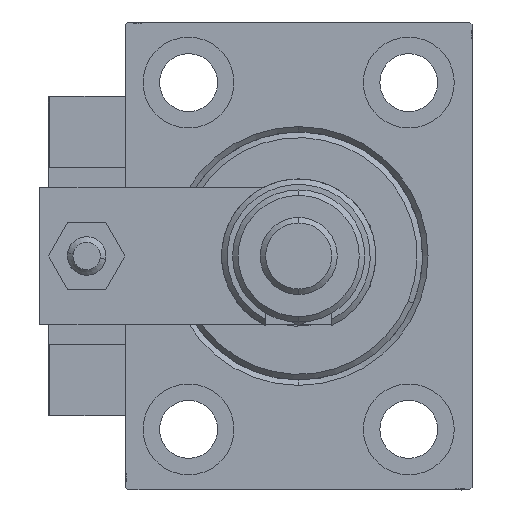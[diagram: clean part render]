
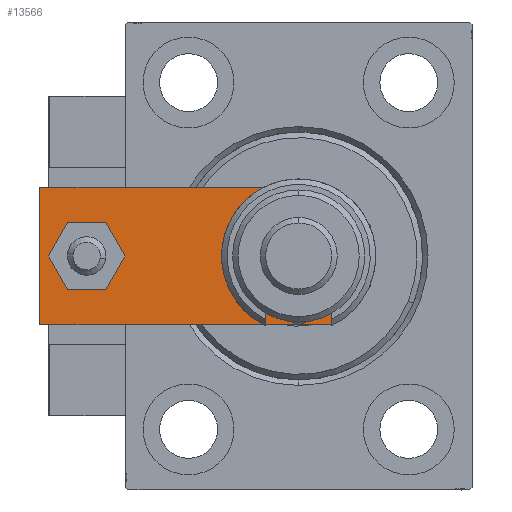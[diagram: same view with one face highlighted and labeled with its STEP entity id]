
A CAD part, left-side view. The second image highlights one B-rep face of the part: STEP entity #13566.
In plain terms, the highlighted face is planar.
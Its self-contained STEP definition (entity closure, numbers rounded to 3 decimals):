
#256 = DIRECTION ( 'NONE',  ( 0., 0., 1. ) ) ;
#780 = VECTOR ( 'NONE', #19615, 1000. ) ;
#1109 = EDGE_CURVE ( 'NONE', #45692, #2751, #51055, .T. ) ;
#1344 = LINE ( 'NONE', #21999, #39940 ) ;
#1717 = AXIS2_PLACEMENT_3D ( 'NONE', #29248, #50440, #13180 ) ;
#2013 = EDGE_CURVE ( 'NONE', #34494, #49510, #41381, .T. ) ;
#2751 = VERTEX_POINT ( 'NONE', #29784 ) ;
#3187 = CARTESIAN_POINT ( 'NONE',  ( 0., 13., 6. ) ) ;
#3543 = ORIENTED_EDGE ( 'NONE', *, *, #5228, .T. ) ;
#4149 = CARTESIAN_POINT ( 'NONE',  ( 8.25, 13., 6. ) ) ;
#4177 = ORIENTED_EDGE ( 'NONE', *, *, #2013, .T. ) ;
#4408 = CIRCLE ( 'NONE', #21730, 4. ) ;
#4453 = PLANE ( 'NONE',  #37525 ) ;
#5011 = ORIENTED_EDGE ( 'NONE', *, *, #40687, .F. ) ;
#5228 = EDGE_CURVE ( 'NONE', #15055, #34494, #1344, .T. ) ;
#5607 = DIRECTION ( 'NONE',  ( 1., 0., 0. ) ) ;
#6766 = AXIS2_PLACEMENT_3D ( 'NONE', #3187, #27669, #10825 ) ;
#7108 = EDGE_LOOP ( 'NONE', ( #52971, #15318, #39004, #3543, #4177, #26683 ) ) ;
#7255 = EDGE_CURVE ( 'NONE', #40372, #35390, #27790, .T. ) ;
#8763 = DIRECTION ( 'NONE',  ( 1., 0., 0. ) ) ;
#8791 = FACE_BOUND ( 'NONE', #14042, .T. ) ;
#9572 = EDGE_CURVE ( 'NONE', #2751, #45692, #51252, .T. ) ;
#10790 = CARTESIAN_POINT ( 'NONE',  ( 12.5, 7., 6. ) ) ;
#10825 = DIRECTION ( 'NONE',  ( 1., 0., 0. ) ) ;
#10889 = EDGE_CURVE ( 'NONE', #49510, #39040, #46963, .T. ) ;
#11829 = EDGE_CURVE ( 'NONE', #39040, #40372, #42615, .T. ) ;
#12269 = ORIENTED_EDGE ( 'NONE', *, *, #9572, .F. ) ;
#13034 = CARTESIAN_POINT ( 'NONE',  ( 0., 51.5, 6. ) ) ;
#13128 = CARTESIAN_POINT ( 'NONE',  ( 0., 0., 6. ) ) ;
#13180 = DIRECTION ( 'NONE',  ( 1., 0., 0. ) ) ;
#13323 = DIRECTION ( 'NONE',  ( 0., 1., 0. ) ) ;
#13500 = CARTESIAN_POINT ( 'NONE',  ( 12.5, 60., 6. ) ) ;
#13566 = ADVANCED_FACE ( 'NONE', ( #37619, #25112, #8791 ), #4453, .T. ) ;
#13731 = DIRECTION ( 'NONE',  ( 1., 0., 0. ) ) ;
#14042 = EDGE_LOOP ( 'NONE', ( #12269, #53077 ) ) ;
#14063 = CARTESIAN_POINT ( 'NONE',  ( -12.5, 7., 6. ) ) ;
#14308 = AXIS2_PLACEMENT_3D ( 'NONE', #13034, #256, #5607 ) ;
#15055 = VERTEX_POINT ( 'NONE', #32342 ) ;
#15318 = ORIENTED_EDGE ( 'NONE', *, *, #7255, .T. ) ;
#16932 = DIRECTION ( 'NONE',  ( 0., 0., 1. ) ) ;
#17316 = DIRECTION ( 'NONE',  ( 0., -1., 0. ) ) ;
#19615 = DIRECTION ( 'NONE',  ( 0.707, -0.707, 0. ) ) ;
#21730 = AXIS2_PLACEMENT_3D ( 'NONE', #25440, #34949, #13731 ) ;
#21999 = CARTESIAN_POINT ( 'NONE',  ( 2.75, -2.75, 6. ) ) ;
#23302 = VECTOR ( 'NONE', #13323, 1000. ) ;
#25112 = FACE_OUTER_BOUND ( 'NONE', #7108, .T. ) ;
#25440 = CARTESIAN_POINT ( 'NONE',  ( 0., 51.5, 6. ) ) ;
#26683 = ORIENTED_EDGE ( 'NONE', *, *, #10889, .T. ) ;
#27168 = DIRECTION ( 'NONE',  ( 0.707, 0.707, 0. ) ) ;
#27669 = DIRECTION ( 'NONE',  ( 0., 0., 1. ) ) ;
#27790 = LINE ( 'NONE', #44379, #780 ) ;
#29248 = CARTESIAN_POINT ( 'NONE',  ( 0., 13., 6. ) ) ;
#29430 = LINE ( 'NONE', #46028, #53109 ) ;
#29784 = CARTESIAN_POINT ( 'NONE',  ( -8.25, 13., 6. ) ) ;
#31427 = EDGE_LOOP ( 'NONE', ( #5011, #50911 ) ) ;
#32342 = CARTESIAN_POINT ( 'NONE',  ( 5.5, 0., 6. ) ) ;
#32978 = CARTESIAN_POINT ( 'NONE',  ( -12.5, 60., 6. ) ) ;
#33258 = CARTESIAN_POINT ( 'NONE',  ( -4., 51.5, 6. ) ) ;
#34494 = VERTEX_POINT ( 'NONE', #10790 ) ;
#34868 = CARTESIAN_POINT ( 'NONE',  ( 12.5, 60., 6. ) ) ;
#34949 = DIRECTION ( 'NONE',  ( 0., 0., 1. ) ) ;
#35390 = VERTEX_POINT ( 'NONE', #45584 ) ;
#35688 = VECTOR ( 'NONE', #17316, 1000. ) ;
#35708 = VERTEX_POINT ( 'NONE', #33258 ) ;
#37525 = AXIS2_PLACEMENT_3D ( 'NONE', #13128, #16932, #41973 ) ;
#37619 = FACE_BOUND ( 'NONE', #31427, .T. ) ;
#37991 = DIRECTION ( 'NONE',  ( -1., 0., 0. ) ) ;
#38810 = CARTESIAN_POINT ( 'NONE',  ( -12.5, 60., 6. ) ) ;
#39004 = ORIENTED_EDGE ( 'NONE', *, *, #46727, .T. ) ;
#39040 = VERTEX_POINT ( 'NONE', #32978 ) ;
#39940 = VECTOR ( 'NONE', #27168, 1000. ) ;
#40372 = VERTEX_POINT ( 'NONE', #14063 ) ;
#40554 = CARTESIAN_POINT ( 'NONE',  ( 4., 51.5, 6. ) ) ;
#40687 = EDGE_CURVE ( 'NONE', #35708, #47765, #4408, .T. ) ;
#41381 = LINE ( 'NONE', #45450, #23302 ) ;
#41973 = DIRECTION ( 'NONE',  ( 1., 0., 0. ) ) ;
#42615 = LINE ( 'NONE', #38810, #35688 ) ;
#44379 = CARTESIAN_POINT ( 'NONE',  ( -2.75, -2.75, 6. ) ) ;
#45450 = CARTESIAN_POINT ( 'NONE',  ( 12.5, 0., 6. ) ) ;
#45584 = CARTESIAN_POINT ( 'NONE',  ( -5.5, 0., 6. ) ) ;
#45692 = VERTEX_POINT ( 'NONE', #4149 ) ;
#46028 = CARTESIAN_POINT ( 'NONE',  ( -12.5, 0., 6. ) ) ;
#46727 = EDGE_CURVE ( 'NONE', #35390, #15055, #29430, .T. ) ;
#46963 = LINE ( 'NONE', #13500, #47806 ) ;
#47317 = CIRCLE ( 'NONE', #14308, 4. ) ;
#47765 = VERTEX_POINT ( 'NONE', #40554 ) ;
#47806 = VECTOR ( 'NONE', #37991, 1000. ) ;
#49510 = VERTEX_POINT ( 'NONE', #34868 ) ;
#50440 = DIRECTION ( 'NONE',  ( 0., 0., 1. ) ) ;
#50911 = ORIENTED_EDGE ( 'NONE', *, *, #51148, .F. ) ;
#51055 = CIRCLE ( 'NONE', #6766, 8.25 ) ;
#51148 = EDGE_CURVE ( 'NONE', #47765, #35708, #47317, .T. ) ;
#51252 = CIRCLE ( 'NONE', #1717, 8.25 ) ;
#52971 = ORIENTED_EDGE ( 'NONE', *, *, #11829, .T. ) ;
#53077 = ORIENTED_EDGE ( 'NONE', *, *, #1109, .F. ) ;
#53109 = VECTOR ( 'NONE', #8763, 1000. ) ;
